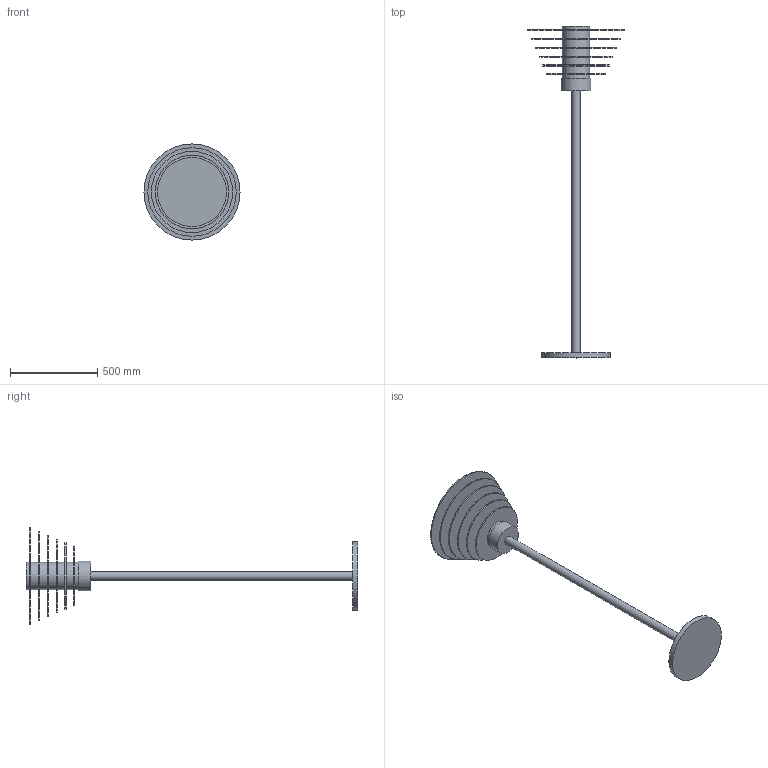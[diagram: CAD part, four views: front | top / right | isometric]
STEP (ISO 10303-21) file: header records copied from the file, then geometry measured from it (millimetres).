
FILE_DESCRIPTION(/* description */ (''),/* implementation_level */ '2;1');
FILE_NAME(/* name */ 'F002430150TRNE.stp',/* time_stamp */ '2020-01-14T13:33:14+01:00',/* author */ ('sghezzi'),/* organization */ (''),/* preprocessor_version */ 'ST-DEVELOPER v17.2',/* originating_system */ 'Autodesk Inventor 2019',/* authorisation */ '');
FILE_SCHEMA (('AUTOMOTIVE_DESIGN { 1 0 10303 214 3 1 1 }'));
Length unit declared in the file: millimetre
Products named in the file (4): F002430150TRNE; base; diffusore; stelo
Assembly tree (3 placements, depth 2):
  F002430150TRNE
    base
    diffusore
    stelo
Bounding box: 550 x 1900 x 550 mm (x, y, z)
Volume: 18876631.7 mm3; surface area: 2486785.8 mm2
Topology: 9 solids, 9 shells, 35 faces, 80 edges, 64 vertices
Faces by surface type: plane 19, cylinder 16
Full cylindrical faces by diameter (mm): 50 x1, 155 x7, 170 x1, 335 x1, 378 x1, 395 x1, 420 x1, 464 x1, 507 x1, 550 x1
Entity records: 1244 total; most frequent: DIRECTION 228, CARTESIAN_POINT 186, ORIENTED_EDGE 160, AXIS2_PLACEMENT_3D 106, EDGE_CURVE 80, CIRCLE 64, VERTEX_POINT 64, EDGE_LOOP 48
